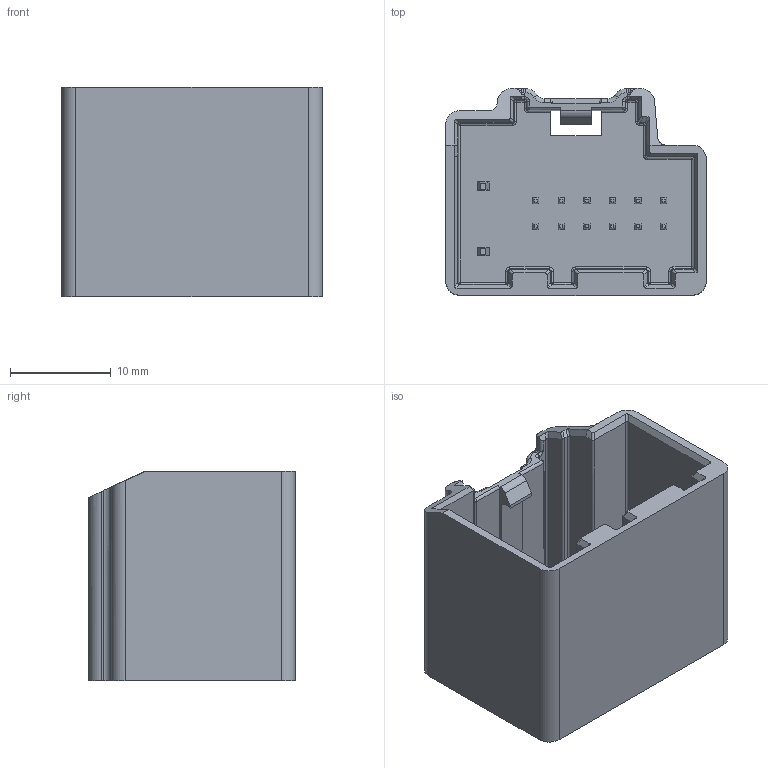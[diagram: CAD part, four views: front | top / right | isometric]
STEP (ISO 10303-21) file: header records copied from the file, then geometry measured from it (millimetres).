
FILE_DESCRIPTION(/* description */ (''),/* implementation_level */ '2;1');
FILE_NAME(/* name */ '999-U-014-2-C01.stp',/* time_stamp */ '2011-11-21T11:42:18-05:00',/* author */ (''),/* organization */ (''),/* preprocessor_version */ 'ST-DEVELOPER v11',/* originating_system */ 'SIEMENS PLM Software NX 7.5',/* authorisation */ '');
FILE_SCHEMA (('CONFIG_CONTROL_DESIGN'));
Length unit declared in the file: millimetre
Products named in the file (1): 15456405_01
Bounding box: 25.89 x 20.52 x 20.8 mm (x, y, z)
Volume: 3196.7 mm3; surface area: 4710.4 mm2
Topology: 15 solids, 15 shells, 561 faces, 1325 edges, 777 vertices
Faces by surface type: cylinder 250, plane 223, sphere 62, bspline 20, torus 6
Entity records: 16122 total; most frequent: CARTESIAN_POINT 3009, DIRECTION 2918, ORIENTED_EDGE 2618, EDGE_CURVE 1309, AXIS2_PLACEMENT_3D 1080, VERTEX_POINT 777, LINE 758, VECTOR 758
